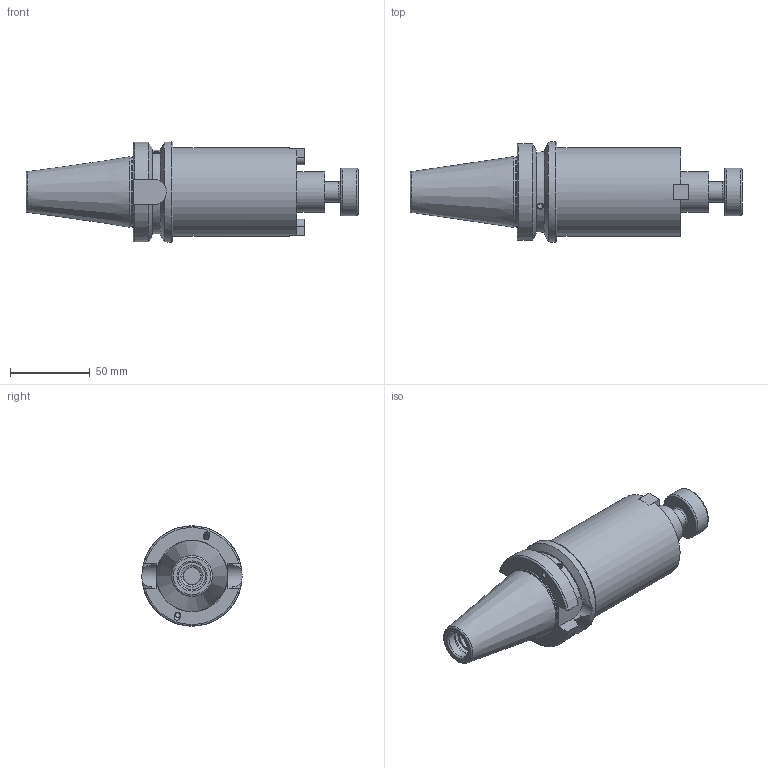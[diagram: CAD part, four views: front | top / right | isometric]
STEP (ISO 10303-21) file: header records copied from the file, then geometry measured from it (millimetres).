
FILE_DESCRIPTION(/* description */ (''),/* implementation_level */ '2;1');
FILE_NAME(/* name */ 'EH314B.stp',/* time_stamp */ '2026-01-08T10:45:01+09:00',/* author */ ('YSH'),/* organization */ (''),/* preprocessor_version */ 'ST-DEVELOPER v20.1',/* originating_system */ 'Autodesk Inventor 2026',/* authorisation */ '');
FILE_SCHEMA (('AUTOMOTIVE_DESIGN { 1 0 10303 214 3 1 1 }'));
Products named in the file (5): LO-BT40ADB-SMA25.4-104.9; BT40; SMA27-DRIV EKEY-SECO; #4080; COLLAR BOLT-UNF3_4-16x47L
Assembly tree (4 placements, depth 2):
  LO-BT40ADB-SMA25.4-104.9
    BT40
    SMA27-DRIV EKEY-SECO  x2
    COLLAR BOLT-UNF3_4-16x47L
  #4080
Bounding box: 208.78 x 63 x 63 mm (x, y, z)
Volume: 317846.5 mm3; surface area: 47947.1 mm2
Topology: 6 solids, 6 shells, 147 faces, 359 edges, 234 vertices
Faces by surface type: plane 72, cylinder 44, cone 18, torus 13
Full cylindrical faces by diameter (mm): 3.242 x8, 3.302 x2, 4 x4, 4.166 x2, 4.5 x2, 6.858 x2, 7.5 x2, 9.525 x1, 11.328 x1, 12.7 x1, 13.5 x1, 13.835 x1, 17 x1, 17.6 x1, 25.4 x1, 30 x1, 44 x1, 55.58 x1, 63 x1
Entity records: 4060 total; most frequent: CARTESIAN_POINT 884, DIRECTION 664, ORIENTED_EDGE 598, EDGE_CURVE 299, AXIS2_PLACEMENT_3D 265, VERTEX_POINT 198, EDGE_LOOP 149, LINE 134
